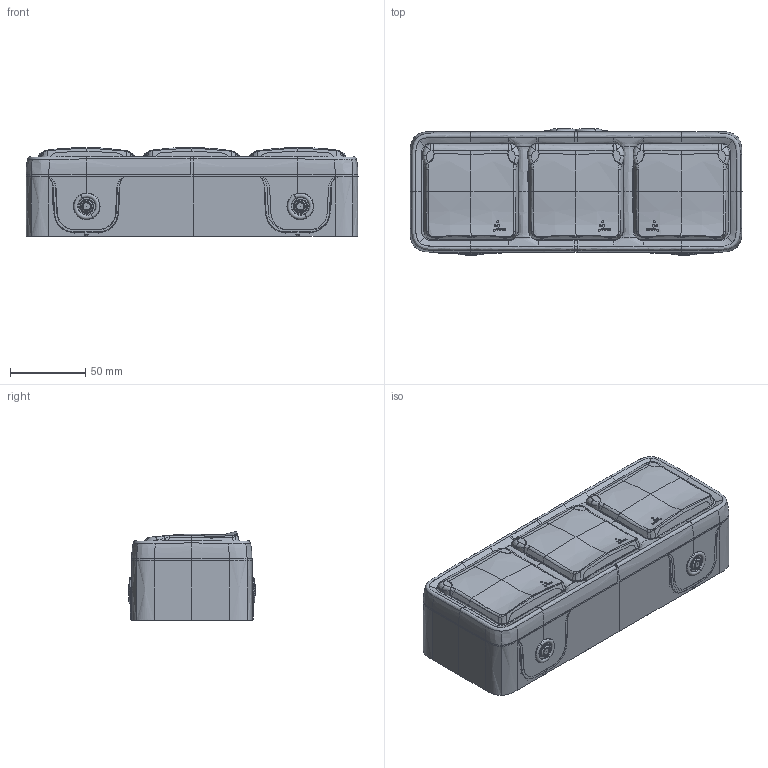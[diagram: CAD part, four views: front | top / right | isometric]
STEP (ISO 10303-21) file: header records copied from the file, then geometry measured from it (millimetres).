
FILE_DESCRIPTION(('CATIA V5 STEP Exchange','CAx-IF Rec.Pracs.--- Model Styling and Organization---1.5--- 2016-08-15','CAx-IF Rec.Pracs.---Supplemental Geometry---1.0---2011-11-01','CAx-IF Rec.Pracs.--- Composite Materials ---1.1---2010-07-15'),'2;1');
FILE_NAME('069743 _AllCATPart.stp','2021-09-22T07:28:47+00:00',('none'),('none'),'CATIA Version 5-6 Release 2020 SP3','CATIA V5 STEP AP214 v2','none');
FILE_SCHEMA(('AUTOMOTIVE_DESIGN { 1 0 10303 214 1 1 1 1 }'));
Products named in the file (1): 069743 _AllCATPart
Bounding box: 220.67 x 84.2 x 59.08 mm (x, y, z)
Surface area: 253919.3 mm2 (no closed solid volume)
Topology: 0 solids, 794 shells, 1822 faces, 7814 edges, 6743 vertices
Faces by surface type: bspline 1099, plane 371, cone 164, cylinder 97, torus 62, extrusion 29
Entity records: 221986 total; most frequent: CARTESIAN_POINT 174181, ORIENTED_EDGE 10396, EDGE_CURVE 7733, VERTEX_POINT 6739, B_SPLINE_CURVE_WITH_KNOTS 5707, DIRECTION 3008, EDGE_LOOP 1909, ADVANCED_FACE 1822
